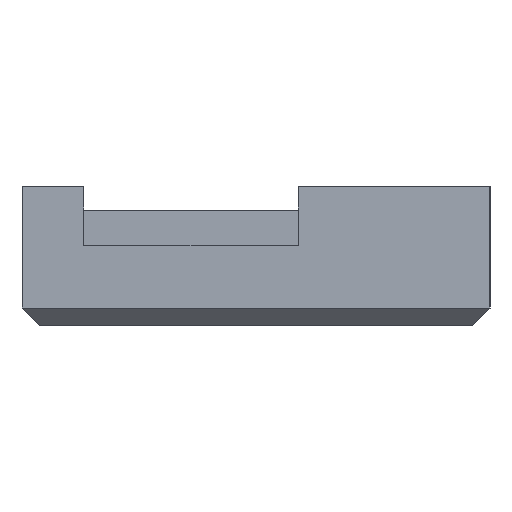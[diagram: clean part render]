
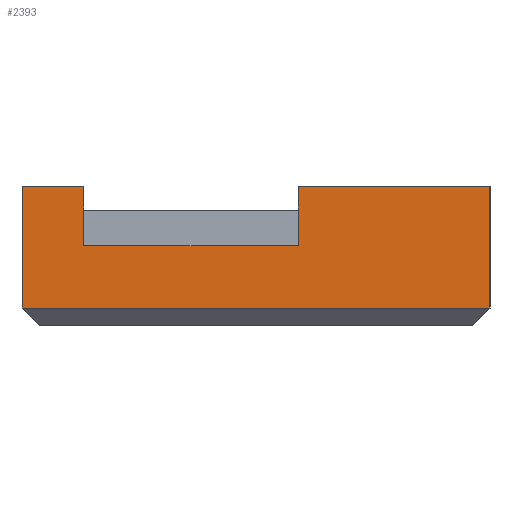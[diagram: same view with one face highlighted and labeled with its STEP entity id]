
A CAD part, left-side view. The second image highlights one B-rep face of the part: STEP entity #2393.
In plain terms, the highlighted planar face has unit normal (-1, 0, 0).
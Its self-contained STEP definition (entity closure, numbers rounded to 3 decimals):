
#61=FACE_OUTER_BOUND('',#187,.T.);
#187=EDGE_LOOP('',(#1711,#1712,#1713,#1714,#1715,#1716,#1717,#1718));
#343=LINE('',#3355,#683);
#381=LINE('',#3477,#721);
#385=LINE('',#3484,#725);
#397=LINE('',#3508,#737);
#404=LINE('',#3520,#744);
#405=LINE('',#3521,#745);
#406=LINE('',#3523,#746);
#407=LINE('',#3524,#747);
#683=VECTOR('',#2710,10.);
#721=VECTOR('',#2768,10.);
#725=VECTOR('',#2774,10.);
#737=VECTOR('',#2796,10.);
#744=VECTOR('',#2809,10.);
#745=VECTOR('',#2810,10.);
#746=VECTOR('',#2811,10.);
#747=VECTOR('',#2812,10.);
#1019=VERTEX_POINT('',#3352);
#1020=VERTEX_POINT('',#3354);
#1054=VERTEX_POINT('',#3474);
#1055=VERTEX_POINT('',#3476);
#1057=VERTEX_POINT('',#3482);
#1064=VERTEX_POINT('',#3506);
#1066=VERTEX_POINT('',#3519);
#1067=VERTEX_POINT('',#3522);
#1252=EDGE_CURVE('',#1020,#1019,#343,.T.);
#1296=EDGE_CURVE('',#1054,#1055,#381,.T.);
#1300=EDGE_CURVE('',#1054,#1057,#385,.T.);
#1312=EDGE_CURVE('',#1064,#1057,#397,.T.);
#1319=EDGE_CURVE('',#1066,#1064,#404,.T.);
#1320=EDGE_CURVE('',#1020,#1066,#405,.T.);
#1321=EDGE_CURVE('',#1019,#1067,#406,.T.);
#1322=EDGE_CURVE('',#1067,#1055,#407,.T.);
#1711=ORIENTED_EDGE('',*,*,#1312,.F.);
#1712=ORIENTED_EDGE('',*,*,#1319,.F.);
#1713=ORIENTED_EDGE('',*,*,#1320,.F.);
#1714=ORIENTED_EDGE('',*,*,#1252,.T.);
#1715=ORIENTED_EDGE('',*,*,#1321,.T.);
#1716=ORIENTED_EDGE('',*,*,#1322,.T.);
#1717=ORIENTED_EDGE('',*,*,#1296,.F.);
#1718=ORIENTED_EDGE('',*,*,#1300,.T.);
#2271=PLANE('',#2539);
#2393=ADVANCED_FACE('',(#61),#2271,.T.);
#2539=AXIS2_PLACEMENT_3D('',#3518,#2807,#2808);
#2710=DIRECTION('',(0.,0.,-1.));
#2768=DIRECTION('',(0.,-1.,0.));
#2774=DIRECTION('',(0.,0.,-1.));
#2796=DIRECTION('',(0.,1.,0.));
#2807=DIRECTION('center_axis',(-1.,0.,0.));
#2808=DIRECTION('ref_axis',(0.,1.,0.));
#2809=DIRECTION('',(0.,0.,-1.));
#2810=DIRECTION('',(0.,-1.,0.));
#2811=DIRECTION('',(0.,1.,0.));
#2812=DIRECTION('',(0.,0.,1.));
#3352=CARTESIAN_POINT('',(-20.,-14.725,5.3));
#3354=CARTESIAN_POINT('',(-20.,-14.725,7.));
#3355=CARTESIAN_POINT('',(-20.,-14.725,7.));
#3474=CARTESIAN_POINT('',(-20.,-6.75,7.));
#3476=CARTESIAN_POINT('',(-20.,-8.525,7.));
#3477=CARTESIAN_POINT('',(-20.,-6.75,7.));
#3482=CARTESIAN_POINT('',(-20.,-6.75,3.5));
#3484=CARTESIAN_POINT('',(-20.,-6.75,7.));
#3506=CARTESIAN_POINT('',(-20.,-20.25,3.5));
#3508=CARTESIAN_POINT('',(-20.,-16.875,3.5));
#3518=CARTESIAN_POINT('Origin',(-20.,-20.25,7.));
#3519=CARTESIAN_POINT('',(-20.,-20.25,7.));
#3520=CARTESIAN_POINT('',(-20.,-20.25,7.));
#3521=CARTESIAN_POINT('',(-20.,-6.75,7.));
#3522=CARTESIAN_POINT('',(-20.,-8.525,5.3));
#3523=CARTESIAN_POINT('',(-20.,-15.938,5.3));
#3524=CARTESIAN_POINT('',(-20.,-8.525,7.));
